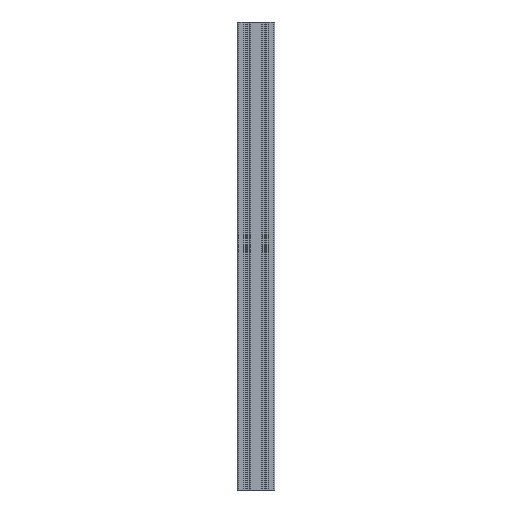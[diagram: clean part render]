
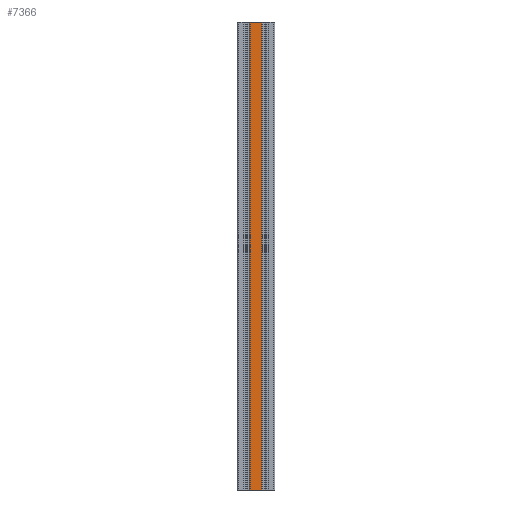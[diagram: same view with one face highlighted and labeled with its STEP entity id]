
A CAD part, left-side view. The second image highlights one B-rep face of the part: STEP entity #7366.
In plain terms, the highlighted planar face has unit normal (-1, 0, 0).
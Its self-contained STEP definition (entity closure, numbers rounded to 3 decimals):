
#76 = VERTEX_POINT ( 'NONE', #6091 ) ;
#91 = VERTEX_POINT ( 'NONE', #6057 ) ;
#1082 = EDGE_LOOP ( 'NONE', ( #2880, #3029, #3059, #2899 ) ) ;
#1316 = CARTESIAN_POINT ( 'NONE',  ( -10., 3.65, 0. ) ) ;
#1347 = CARTESIAN_POINT ( 'NONE',  ( -10., 16.3, 0. ) ) ;
#2880 = ORIENTED_EDGE ( 'NONE', *, *, #4047, .T. ) ;
#2899 = ORIENTED_EDGE ( 'NONE', *, *, #3433, .T. ) ;
#3029 = ORIENTED_EDGE ( 'NONE', *, *, #3489, .F. ) ;
#3059 = ORIENTED_EDGE ( 'NONE', *, *, #3480, .F. ) ;
#3222 = CARTESIAN_POINT ( 'NONE',  ( -10., 16.3, 500. ) ) ;
#3233 = DIRECTION ( 'NONE',  ( 0., 0., -1. ) ) ;
#3237 = LINE ( 'NONE', #3222, #6170 ) ;
#3433 = EDGE_CURVE ( 'NONE', #76, #4666, #3237, .T. ) ;
#3480 = EDGE_CURVE ( 'NONE', #76, #91, #8080, .T. ) ;
#3489 = EDGE_CURVE ( 'NONE', #91, #4583, #9250, .T. ) ;
#4047 = EDGE_CURVE ( 'NONE', #4666, #4583, #8786, .T. ) ;
#4583 = VERTEX_POINT ( 'NONE', #1316 ) ;
#4666 = VERTEX_POINT ( 'NONE', #1347 ) ;
#5673 = PLANE ( 'NONE',  #6313 ) ;
#5674 = CARTESIAN_POINT ( 'NONE',  ( -10., 3.65, 500. ) ) ;
#5675 = DIRECTION ( 'NONE',  ( 1., 0., 0. ) ) ;
#5676 = DIRECTION ( 'NONE',  ( 0., 1., 0. ) ) ;
#6057 = CARTESIAN_POINT ( 'NONE',  ( -10., 3.65, 500. ) ) ;
#6091 = CARTESIAN_POINT ( 'NONE',  ( -10., 16.3, 500. ) ) ;
#6170 = VECTOR ( 'NONE', #3233, 1000. ) ;
#6313 = AXIS2_PLACEMENT_3D ( 'NONE', #5674, #5675, #5676 ) ;
#6345 = FACE_OUTER_BOUND ( 'NONE', #1082, .T. ) ;
#7366 = ADVANCED_FACE ( 'NONE', ( #6345 ), #5673, .F. ) ;
#7829 = VECTOR ( 'NONE', #8788, 1000. ) ;
#8005 = CARTESIAN_POINT ( 'NONE',  ( -10., 16.3, 500. ) ) ;
#8080 = LINE ( 'NONE', #8005, #8354 ) ;
#8081 = DIRECTION ( 'NONE',  ( 0., -1., 0. ) ) ;
#8328 = VECTOR ( 'NONE', #9228, 1000. ) ;
#8354 = VECTOR ( 'NONE', #8081, 1000. ) ;
#8786 = LINE ( 'NONE', #8787, #7829 ) ;
#8787 = CARTESIAN_POINT ( 'NONE',  ( -10., 3.65, 0. ) ) ;
#8788 = DIRECTION ( 'NONE',  ( 0., -1., 0. ) ) ;
#9223 = CARTESIAN_POINT ( 'NONE',  ( -10., 3.65, 500. ) ) ;
#9228 = DIRECTION ( 'NONE',  ( 0., 0., -1. ) ) ;
#9250 = LINE ( 'NONE', #9223, #8328 ) ;
